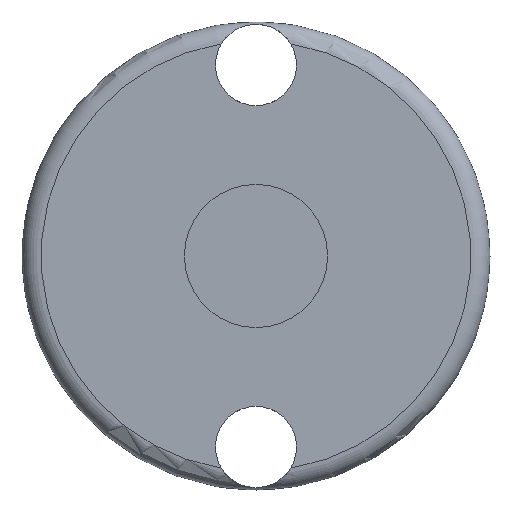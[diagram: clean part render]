
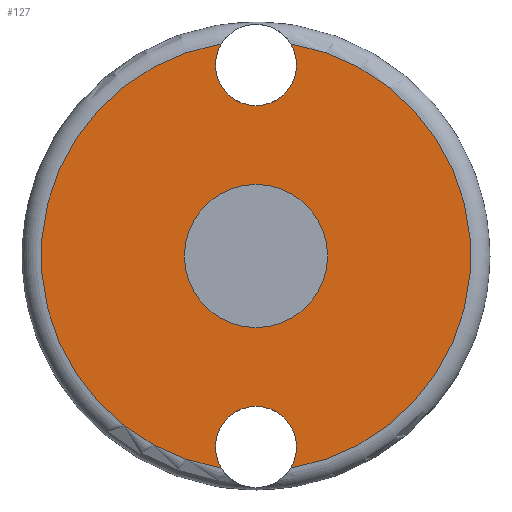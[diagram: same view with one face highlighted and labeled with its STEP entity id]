
A CAD part, front view. The second image highlights one B-rep face of the part: STEP entity #127.
In plain terms, the highlighted planar face has unit normal (0, -1, 0).
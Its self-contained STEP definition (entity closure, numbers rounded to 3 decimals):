
#16 = CIRCLE ( 'NONE', #64, 22.5 ) ;
#51 = EDGE_LOOP ( 'NONE', ( #311, #167 ) ) ;
#64 = AXIS2_PLACEMENT_3D ( 'NONE', #247, #241, #239 ) ;
#69 = AXIS2_PLACEMENT_3D ( 'NONE', #255, #252, #251 ) ;
#83 = AXIS2_PLACEMENT_3D ( 'NONE', #287, #283, #281 ) ;
#86 = EDGE_LOOP ( 'NONE', ( #466, #1016, #979, #1055, #846, #1033 ) ) ;
#88 = CARTESIAN_POINT ( 'NONE',  ( 3.633, 0., 22.205 ) ) ;
#91 = CARTESIAN_POINT ( 'NONE',  ( 3.633, 0., -22.205 ) ) ;
#93 = AXIS2_PLACEMENT_3D ( 'NONE', #610, #599, #598 ) ;
#127 = ADVANCED_FACE ( 'NONE', ( #967, #308 ), #918, .T. ) ;
#141 = CARTESIAN_POINT ( 'NONE',  ( 0., 0., -15.75 ) ) ;
#146 = CARTESIAN_POINT ( 'NONE',  ( 0., 0., 7.5 ) ) ;
#156 = CARTESIAN_POINT ( 'NONE',  ( 0., 0., -7.5 ) ) ;
#167 = ORIENTED_EDGE ( 'NONE', *, *, #709, .F. ) ;
#197 = AXIS2_PLACEMENT_3D ( 'NONE', #277, #272, #259 ) ;
#232 = DIRECTION ( 'NONE',  ( 0., 0., -1. ) ) ;
#239 = DIRECTION ( 'NONE',  ( 0., 0., -1. ) ) ;
#241 = DIRECTION ( 'NONE',  ( 0., -1., 0. ) ) ;
#247 = CARTESIAN_POINT ( 'NONE',  ( 0., 0., 0. ) ) ;
#251 = DIRECTION ( 'NONE',  ( 0., 0., -1. ) ) ;
#252 = DIRECTION ( 'NONE',  ( 0., -1., 0. ) ) ;
#255 = CARTESIAN_POINT ( 'NONE',  ( 0., 0., 20. ) ) ;
#259 = DIRECTION ( 'NONE',  ( 0., 0., -1. ) ) ;
#272 = DIRECTION ( 'NONE',  ( 0., -1., 0. ) ) ;
#275 = AXIS2_PLACEMENT_3D ( 'NONE', #379, #337, #232 ) ;
#277 = CARTESIAN_POINT ( 'NONE',  ( 0., 0., -20. ) ) ;
#281 = DIRECTION ( 'NONE',  ( 0., 0., -1. ) ) ;
#283 = DIRECTION ( 'NONE',  ( 0., -1., 0. ) ) ;
#287 = CARTESIAN_POINT ( 'NONE',  ( 0., 0., 0. ) ) ;
#308 = FACE_BOUND ( 'NONE', #51, .T. ) ;
#311 = ORIENTED_EDGE ( 'NONE', *, *, #728, .F. ) ;
#326 = DIRECTION ( 'NONE',  ( 0., 0., -1. ) ) ;
#328 = DIRECTION ( 'NONE',  ( 0., -1., 0. ) ) ;
#329 = CARTESIAN_POINT ( 'NONE',  ( 0., 0., 0. ) ) ;
#337 = DIRECTION ( 'NONE',  ( 0., -1., 0. ) ) ;
#349 = AXIS2_PLACEMENT_3D ( 'NONE', #409, #405, #401 ) ;
#379 = CARTESIAN_POINT ( 'NONE',  ( 0., 0., -20. ) ) ;
#399 = CARTESIAN_POINT ( 'NONE',  ( -3.633, 0., 22.205 ) ) ;
#401 = DIRECTION ( 'NONE',  ( 0., 0., -1. ) ) ;
#405 = DIRECTION ( 'NONE',  ( 0., -1., 0. ) ) ;
#409 = CARTESIAN_POINT ( 'NONE',  ( 0., 0., 0. ) ) ;
#410 = CIRCLE ( 'NONE', #349, 22.5 ) ;
#414 = AXIS2_PLACEMENT_3D ( 'NONE', #845, #863, #859 ) ;
#466 = ORIENTED_EDGE ( 'NONE', *, *, #730, .F. ) ;
#509 = AXIS2_PLACEMENT_3D ( 'NONE', #329, #328, #326 ) ;
#519 = VERTEX_POINT ( 'NONE', #399 ) ;
#564 = EDGE_CURVE ( 'NONE', #861, #1012, #920, .T. ) ;
#598 = DIRECTION ( 'NONE',  ( 0., 0., -1. ) ) ;
#599 = DIRECTION ( 'NONE',  ( 0., -1., 0. ) ) ;
#603 = EDGE_CURVE ( 'NONE', #519, #1050, #989, .T. ) ;
#610 = CARTESIAN_POINT ( 'NONE',  ( 0., 0., 20. ) ) ;
#634 = CIRCLE ( 'NONE', #83, 7.5 ) ;
#664 = CIRCLE ( 'NONE', #509, 7.5 ) ;
#695 = EDGE_CURVE ( 'NONE', #934, #903, #410, .T. ) ;
#709 = EDGE_CURVE ( 'NONE', #837, #783, #664, .T. ) ;
#728 = EDGE_CURVE ( 'NONE', #783, #837, #634, .T. ) ;
#730 = EDGE_CURVE ( 'NONE', #934, #861, #959, .T. ) ;
#732 = EDGE_CURVE ( 'NONE', #1050, #903, #807, .T. ) ;
#735 = EDGE_CURVE ( 'NONE', #519, #1012, #16, .T. ) ;
#754 = CARTESIAN_POINT ( 'NONE',  ( -3.633, 0., -22.205 ) ) ;
#783 = VERTEX_POINT ( 'NONE', #156 ) ;
#807 = CIRCLE ( 'NONE', #69, 4.25 ) ;
#837 = VERTEX_POINT ( 'NONE', #146 ) ;
#845 = CARTESIAN_POINT ( 'NONE',  ( 7.5, 0., 0. ) ) ;
#846 = ORIENTED_EDGE ( 'NONE', *, *, #735, .T. ) ;
#859 = DIRECTION ( 'NONE',  ( 0., 0., -1. ) ) ;
#861 = VERTEX_POINT ( 'NONE', #141 ) ;
#863 = DIRECTION ( 'NONE',  ( 0., -1., 0. ) ) ;
#903 = VERTEX_POINT ( 'NONE', #88 ) ;
#918 = PLANE ( 'NONE',  #414 ) ;
#920 = CIRCLE ( 'NONE', #275, 4.25 ) ;
#934 = VERTEX_POINT ( 'NONE', #91 ) ;
#959 = CIRCLE ( 'NONE', #197, 4.25 ) ;
#967 = FACE_OUTER_BOUND ( 'NONE', #86, .T. ) ;
#979 = ORIENTED_EDGE ( 'NONE', *, *, #732, .F. ) ;
#989 = CIRCLE ( 'NONE', #93, 4.25 ) ;
#1012 = VERTEX_POINT ( 'NONE', #754 ) ;
#1016 = ORIENTED_EDGE ( 'NONE', *, *, #695, .T. ) ;
#1033 = ORIENTED_EDGE ( 'NONE', *, *, #564, .F. ) ;
#1050 = VERTEX_POINT ( 'NONE', #1074 ) ;
#1055 = ORIENTED_EDGE ( 'NONE', *, *, #603, .F. ) ;
#1074 = CARTESIAN_POINT ( 'NONE',  ( 0., 0., 15.75 ) ) ;
